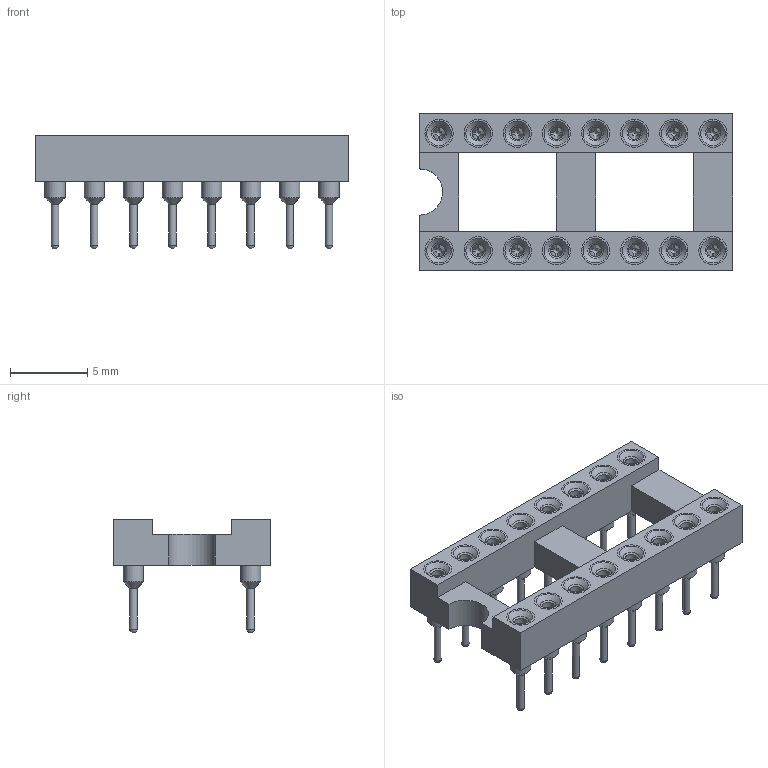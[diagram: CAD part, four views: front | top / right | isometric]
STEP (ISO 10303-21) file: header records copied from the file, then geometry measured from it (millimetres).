
FILE_DESCRIPTION(('STEP AP214'), '1');
FILE_NAME('SCxM', '', ('UNSPECIFIED'), ('UNSPECIFIED'), 'ASCON STEP Converter 1.6', 'ASCON Math Kernel', '');
FILE_SCHEMA(('AUTOMOTIVE_DESIGN { 1 0 10303 214 3 1 1}'));
Length unit declared in the file: millimetre
Products named in the file (1): SCSM
Bounding box: 20.32 x 10.16 x 7.4 mm (x, y, z)
Volume: 371.6 mm3; surface area: 1554.7 mm2
Topology: 33 solids, 33 shells, 658 faces, 1462 edges, 852 vertices
Faces by surface type: plane 321, cone 192, cylinder 129, sphere 16
Full cylindrical faces by diameter (mm): 0.48 x16, 0.8 x16, 1 x32, 1.32 x32, 1.83 x32
Entity records: 24568 total; most frequent: CARTESIAN_POINT 5517, DIRECTION 2942, ORIENTED_EDGE 2444, AXIS2_PLACEMENT_3D 1317, EDGE_CURVE 1222, EDGE_LOOP 916, VERTEX_POINT 820, COLOUR_RGB 691
